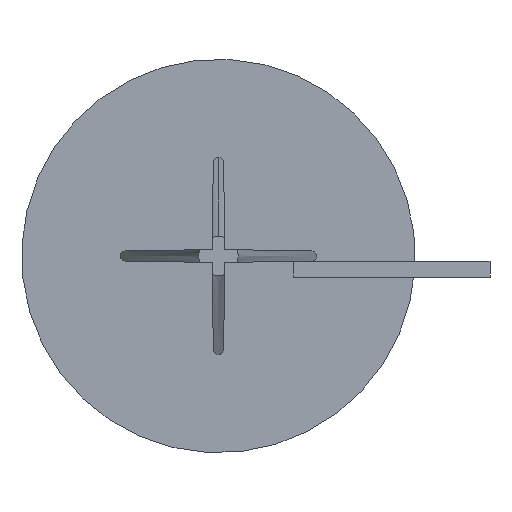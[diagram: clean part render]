
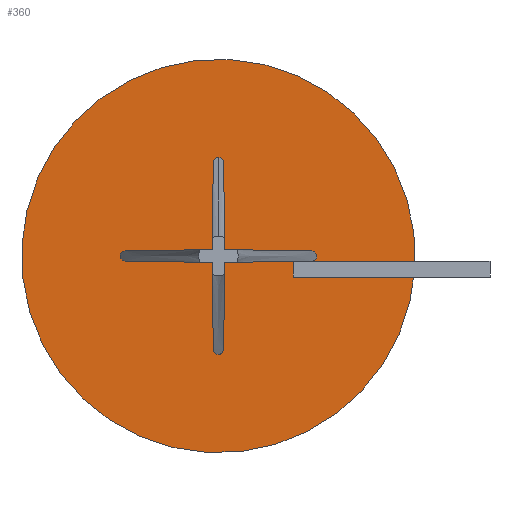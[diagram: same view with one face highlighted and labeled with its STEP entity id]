
A CAD part, front view. The second image highlights one B-rep face of the part: STEP entity #360.
In plain terms, the highlighted planar face has unit normal (0, -1, 0).
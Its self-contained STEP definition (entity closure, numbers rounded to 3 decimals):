
#45 = FACE_OUTER_BOUND ( 'NONE', #376, .T. ) ;
#88 = AXIS2_PLACEMENT_3D ( 'NONE', #890, #1081, #333 ) ;
#134 = DIRECTION ( 'NONE',  ( 0., 0., 1. ) ) ;
#333 = DIRECTION ( 'NONE',  ( 0., 0., 1. ) ) ;
#355 = CARTESIAN_POINT ( 'NONE',  ( 0., 0., 0. ) ) ;
#360 = ADVANCED_FACE ( 'NONE', ( #45 ), #861, .F. ) ;
#366 = ORIENTED_EDGE ( 'NONE', *, *, #839, .F. ) ;
#376 = EDGE_LOOP ( 'NONE', ( #366, #864 ) ) ;
#465 = CARTESIAN_POINT ( 'NONE',  ( 0., 0., 0. ) ) ;
#480 = AXIS2_PLACEMENT_3D ( 'NONE', #465, #1028, #134 ) ;
#705 = CARTESIAN_POINT ( 'NONE',  ( 0., 0., 50. ) ) ;
#824 = CIRCLE ( 'NONE', #1175, 50. ) ;
#839 = EDGE_CURVE ( 'NONE', #1394, #1220, #824, .T. ) ;
#841 = CIRCLE ( 'NONE', #480, 50. ) ;
#847 = CARTESIAN_POINT ( 'NONE',  ( 0., 0., -50. ) ) ;
#861 = PLANE ( 'NONE',  #88 ) ;
#864 = ORIENTED_EDGE ( 'NONE', *, *, #1164, .F. ) ;
#890 = CARTESIAN_POINT ( 'NONE',  ( 0., 0., 0. ) ) ;
#1028 = DIRECTION ( 'NONE',  ( 0., 1., 0. ) ) ;
#1081 = DIRECTION ( 'NONE',  ( 0., 1., 0. ) ) ;
#1138 = DIRECTION ( 'NONE',  ( 0., 1., 0. ) ) ;
#1141 = DIRECTION ( 'NONE',  ( 0., 0., 1. ) ) ;
#1164 = EDGE_CURVE ( 'NONE', #1220, #1394, #841, .T. ) ;
#1175 = AXIS2_PLACEMENT_3D ( 'NONE', #355, #1138, #1141 ) ;
#1220 = VERTEX_POINT ( 'NONE', #705 ) ;
#1394 = VERTEX_POINT ( 'NONE', #847 ) ;
